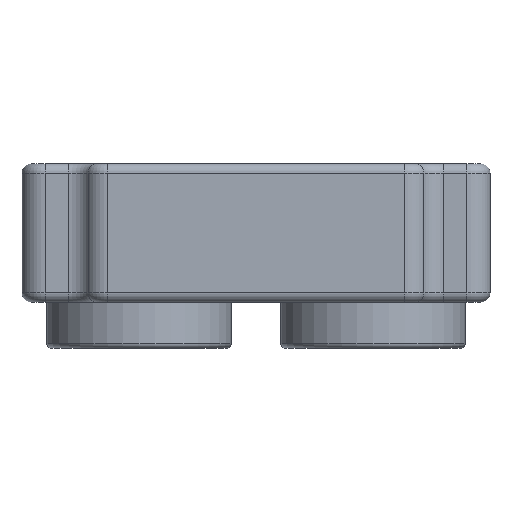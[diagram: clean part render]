
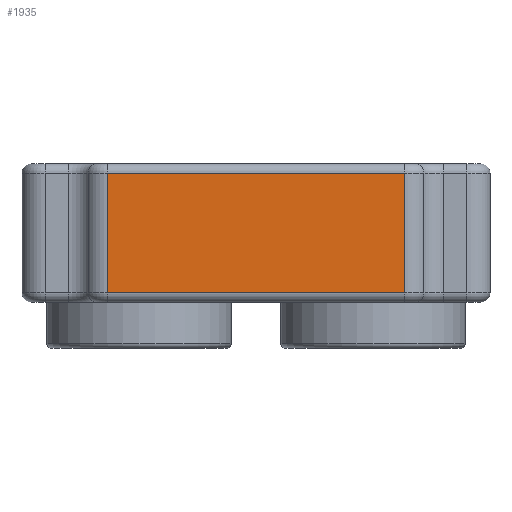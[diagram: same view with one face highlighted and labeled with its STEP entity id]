
A CAD part, left-side view. The second image highlights one B-rep face of the part: STEP entity #1935.
In plain terms, the highlighted planar face has unit normal (-1, 0, 0).
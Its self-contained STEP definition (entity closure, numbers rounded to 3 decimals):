
#77=PLANE('',#2251);
#101=LINE('',#3101,#201);
#143=LINE('',#3302,#243);
#167=LINE('',#3455,#267);
#168=LINE('',#3466,#268);
#201=VECTOR('',#2445,10.);
#243=VECTOR('',#2679,10.);
#267=VECTOR('',#2879,10.);
#268=VECTOR('',#2892,10.);
#447=FACE_OUTER_BOUND('',#589,.T.);
#589=EDGE_LOOP('',(#1681,#1682,#1683,#1684));
#826=VERTEX_POINT('',#3093);
#828=VERTEX_POINT('',#3099);
#889=VERTEX_POINT('',#3295);
#891=VERTEX_POINT('',#3300);
#1011=EDGE_CURVE('',#828,#826,#101,.T.);
#1111=EDGE_CURVE('',#891,#889,#143,.T.);
#1189=EDGE_CURVE('',#889,#828,#167,.T.);
#1194=EDGE_CURVE('',#826,#891,#168,.T.);
#1681=ORIENTED_EDGE('',*,*,#1011,.F.);
#1682=ORIENTED_EDGE('',*,*,#1189,.F.);
#1683=ORIENTED_EDGE('',*,*,#1111,.F.);
#1684=ORIENTED_EDGE('',*,*,#1194,.F.);
#1935=ADVANCED_FACE('',(#447),#77,.T.);
#2251=AXIS2_PLACEMENT_3D('',#3465,#2890,#2891);
#2445=DIRECTION('',(0.,1.,0.));
#2679=DIRECTION('',(0.,-1.,0.));
#2879=DIRECTION('',(0.,0.,-1.));
#2890=DIRECTION('center_axis',(-1.,0.,0.));
#2891=DIRECTION('ref_axis',(0.,-1.,0.));
#2892=DIRECTION('',(0.,0.,1.));
#3093=CARTESIAN_POINT('',(-2.54,1.607,0.6));
#3099=CARTESIAN_POINT('',(-2.54,-1.607,0.6));
#3101=CARTESIAN_POINT('',(-2.54,0.895,0.6));
#3295=CARTESIAN_POINT('',(-2.54,-1.607,1.9));
#3300=CARTESIAN_POINT('',(-2.54,1.607,1.9));
#3302=CARTESIAN_POINT('',(-2.54,0.895,1.9));
#3455=CARTESIAN_POINT('',(-2.54,-1.607,0.5));
#3465=CARTESIAN_POINT('Origin',(-2.54,1.79,0.5));
#3466=CARTESIAN_POINT('',(-2.54,1.607,0.5));
